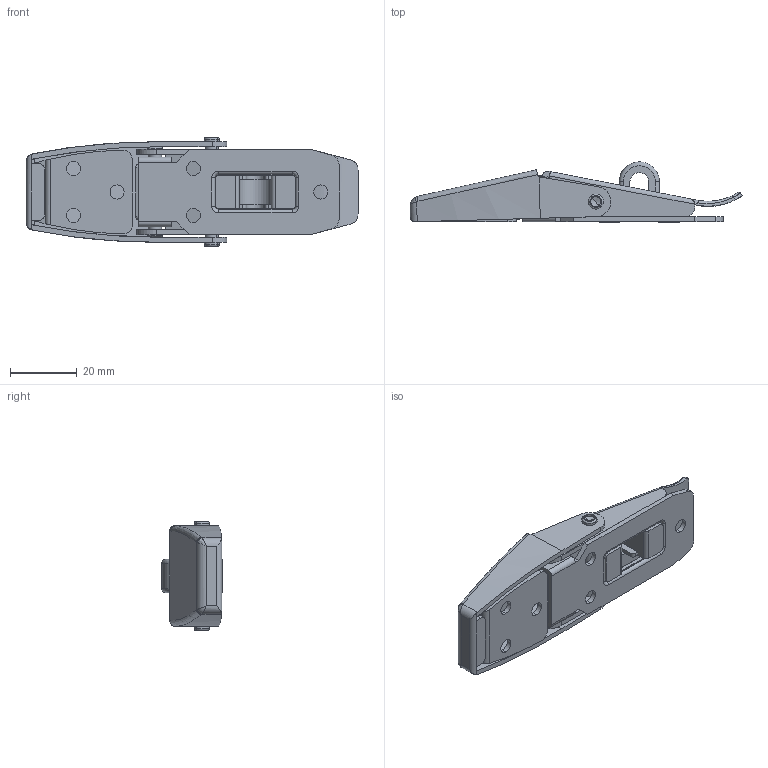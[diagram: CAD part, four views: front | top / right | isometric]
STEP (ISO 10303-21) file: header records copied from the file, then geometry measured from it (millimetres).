
FILE_DESCRIPTION (( 'STEP AP203' ), '1' );
FILE_NAME ('Žº‰ª•ÏŠ·.STEP', '2012-03-27T02:05:28', ( '' ), ( '' ), 'SwSTEP 2.0', 'SolidWorks 2011', '' );
FILE_SCHEMA (( 'CONFIG_CONTROL_DESIGN' ));
Length unit declared in the file: millimetre
Products named in the file (8): 室岡変換; C-1144-1B_受板B; C-1144-1B_フック; C-1144-1B_僺儞26.8; C-1144-1B_僺儞32.5; C-1144-1B_錠前取付金具; C-1144-1B_儗僶乕B; C-1144-1B_取付板B
Assembly tree (7 placements, depth 2):
  室岡変換
    C-1144-1B_取付板B
    C-1144-1B_フック
    C-1144-1B_僺儞32.5
    C-1144-1B_受板B
    C-1144-1B_僺儞26.8
    C-1144-1B_錠前取付金具
    C-1144-1B_儗僶乕B
Bounding box: 99.13 x 18 x 32.5 mm (x, y, z)
Volume: 11321 mm3; surface area: 17008 mm2
Topology: 7 solids, 7 shells, 287 faces, 741 edges, 468 vertices
Faces by surface type: cylinder 134, plane 115, torus 18, bspline 12, cone 8
Entity records: 10192 total; most frequent: CARTESIAN_POINT 2324, DIRECTION 1497, ORIENTED_EDGE 1462, EDGE_CURVE 731, AXIS2_PLACEMENT_3D 553, VERTEX_POINT 468, VECTOR 391, LINE 391
